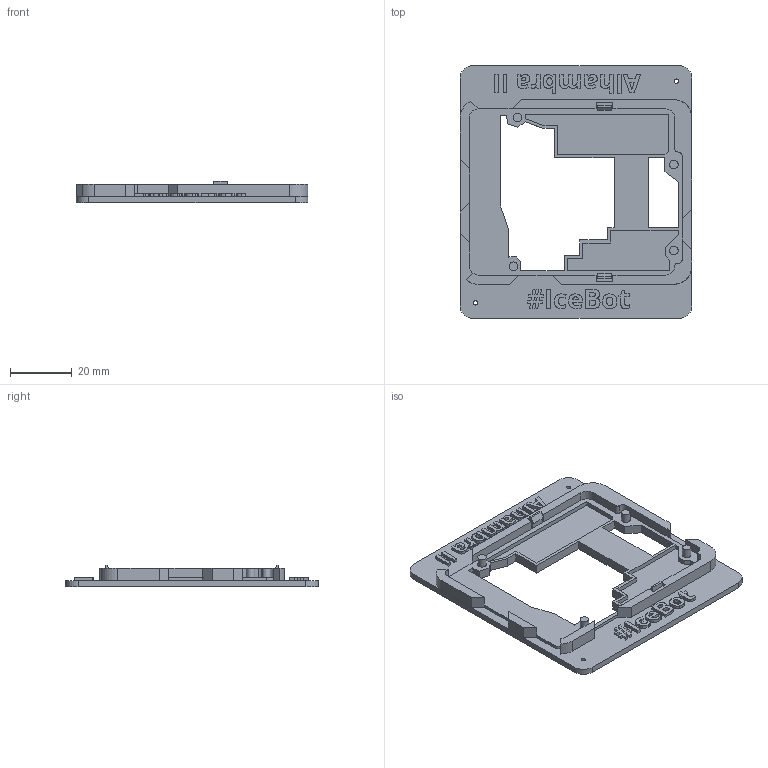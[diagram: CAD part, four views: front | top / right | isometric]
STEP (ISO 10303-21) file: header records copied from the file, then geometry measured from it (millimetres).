
FILE_DESCRIPTION(('FreeCAD Model'),'2;1');
FILE_NAME('Soporte alambra para icebot.step','2020-05-05T14:15:02',('Author'),(''), 'Open CASCADE STEP processor 7.3','FreeCAD','Unknown');
FILE_SCHEMA(('AUTOMOTIVE_DESIGN { 1 0 10303 214 1 1 1 1 }'));
Length unit declared in the file: millimetre
Products named in the file (1): Fusion_para_Icebot
Bounding box: 75.21 x 82 x 7 mm (x, y, z)
Volume: 12777.8 mm3; surface area: 13010.2 mm2
Topology: 1 solids, 1 shells, 459 faces, 1259 edges, 836 vertices
Faces by surface type: plane 291, extrusion 145, cylinder 23
Full cylindrical faces by diameter (mm): 1.4 x2, 2.8 x4
Entity records: 34121 total; most frequent: CARTESIAN_POINT 6707, DIRECTION 3906, VECTOR 3146, LINE 3001, ORIENTED_EDGE 2518, PCURVE 2518, DEFINITIONAL_REPRESENTATION 2518, EDGE_CURVE 1259
